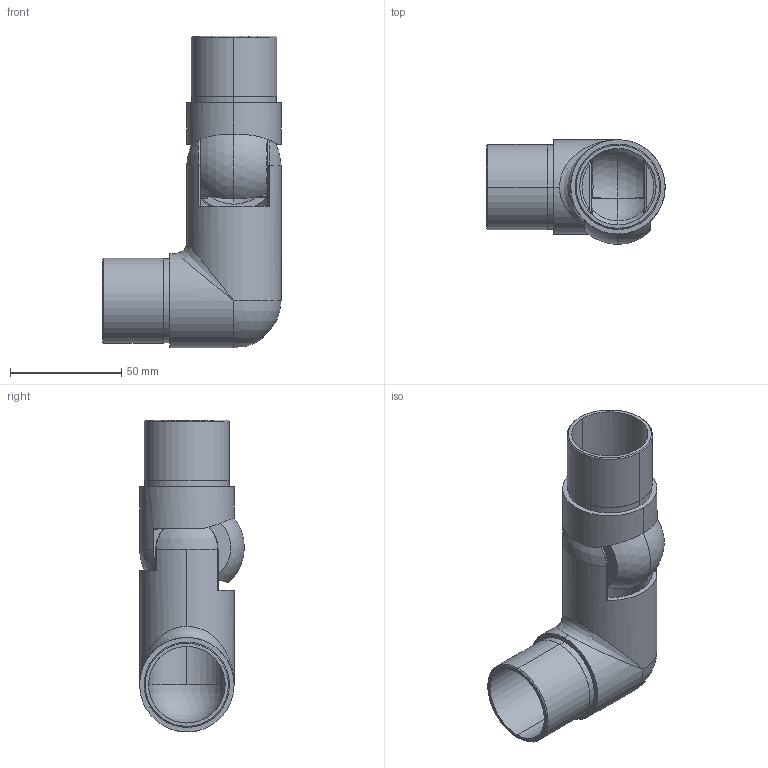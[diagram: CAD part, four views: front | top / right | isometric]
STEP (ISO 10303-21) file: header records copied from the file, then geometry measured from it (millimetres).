
FILE_DESCRIPTION (( 'STEP AP203' ), '1' );
FILE_NAME ('56258-320-R.STEP', '2022-01-13T10:29:12', ( '' ), ( '' ), 'SwSTEP 2.0', 'SolidWorks 2018', '' );
FILE_SCHEMA (( 'CONFIG_CONTROL_DESIGN' ));
Length unit declared in the file: millimetre
Products named in the file (5): 56258-320-R Teil1; 56258-320-R Teil1_56258-320-L Teil1; 56258-320-R; 56258-320-R Teil2_56258-320-R Teil2; 56258-320-R Teil2
Assembly tree (2 placements, depth 2):
  56258-320-R Teil1
  56258-320-R
    56258-320-R Teil1_56258-320-L Teil1
    56258-320-R Teil2_56258-320-R Teil2
  56258-320-R Teil2
Bounding box: 80 x 47 x 140 mm (x, y, z)
Volume: 74480.9 mm3; surface area: 47772.2 mm2
Topology: 3 solids, 3 shells, 480 faces, 1281 edges, 825 vertices
Faces by surface type: plane 168, bspline 164, cylinder 101, sphere 25, torus 16, cone 6
Entity records: 22100 total; most frequent: CARTESIAN_POINT 10787, ORIENTED_EDGE 2540, DIRECTION 1836, EDGE_CURVE 1270, VERTEX_POINT 823, AXIS2_PLACEMENT_3D 647, VECTOR 542, LINE 542
